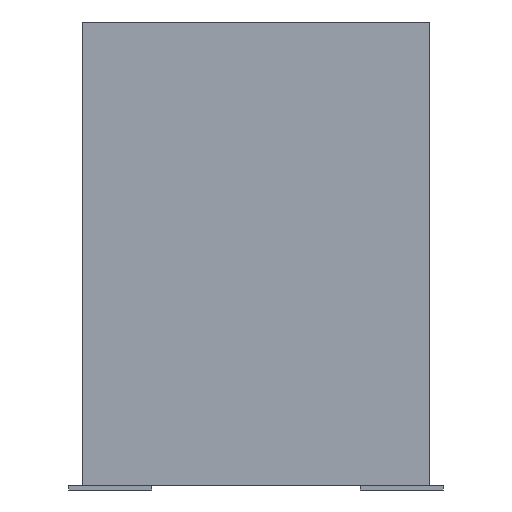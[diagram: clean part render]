
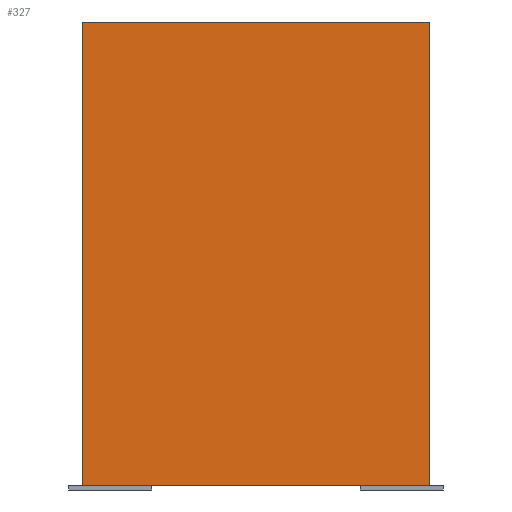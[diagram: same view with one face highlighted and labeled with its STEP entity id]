
A CAD part, left-side view. The second image highlights one B-rep face of the part: STEP entity #327.
In plain terms, the highlighted planar face has unit normal (-1, 0, 0).
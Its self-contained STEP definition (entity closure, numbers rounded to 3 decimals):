
#64 = EDGE_CURVE('',#65,#67,#69,.T.);
#65 = VERTEX_POINT('',#66);
#66 = CARTESIAN_POINT('',(-7.5,3.75,0.));
#67 = VERTEX_POINT('',#68);
#68 = CARTESIAN_POINT('',(-7.5,3.75,10.));
#69 = SURFACE_CURVE('',#70,(#74,#86),.PCURVE_S1.);
#70 = LINE('',#71,#72);
#71 = CARTESIAN_POINT('',(-7.5,3.75,0.));
#72 = VECTOR('',#73,1.);
#73 = DIRECTION('',(0.,0.,1.));
#74 = PCURVE('',#75,#80);
#75 = PLANE('',#76);
#76 = AXIS2_PLACEMENT_3D('',#77,#78,#79);
#77 = CARTESIAN_POINT('',(-7.5,3.75,0.));
#78 = DIRECTION('',(0.,1.,0.));
#79 = DIRECTION('',(1.,0.,0.));
#80 = DEFINITIONAL_REPRESENTATION('',(#81),#85);
#81 = LINE('',#82,#83);
#82 = CARTESIAN_POINT('',(0.,0.));
#83 = VECTOR('',#84,1.);
#84 = DIRECTION('',(0.,-1.));
#85 = ( GEOMETRIC_REPRESENTATION_CONTEXT(2) 
PARAMETRIC_REPRESENTATION_CONTEXT() REPRESENTATION_CONTEXT('2D SPACE',''
  ) );
#86 = PCURVE('',#87,#92);
#87 = PLANE('',#88);
#88 = AXIS2_PLACEMENT_3D('',#89,#90,#91);
#89 = CARTESIAN_POINT('',(-7.5,-3.75,0.));
#90 = DIRECTION('',(-1.,0.,0.));
#91 = DIRECTION('',(0.,1.,0.));
#92 = DEFINITIONAL_REPRESENTATION('',(#93),#97);
#93 = LINE('',#94,#95);
#94 = CARTESIAN_POINT('',(7.5,0.));
#95 = VECTOR('',#96,1.);
#96 = DIRECTION('',(0.,-1.));
#97 = ( GEOMETRIC_REPRESENTATION_CONTEXT(2) 
PARAMETRIC_REPRESENTATION_CONTEXT() REPRESENTATION_CONTEXT('2D SPACE',''
  ) );
#115 = PLANE('',#116);
#116 = AXIS2_PLACEMENT_3D('',#117,#118,#119);
#117 = CARTESIAN_POINT('',(-7.5,3.75,10.));
#118 = DIRECTION('',(0.,0.,1.));
#119 = DIRECTION('',(1.,0.,0.));
#169 = PLANE('',#170);
#170 = AXIS2_PLACEMENT_3D('',#171,#172,#173);
#171 = CARTESIAN_POINT('',(-7.5,3.75,0.));
#172 = DIRECTION('',(0.,0.,1.));
#173 = DIRECTION('',(1.,0.,0.));
#224 = PLANE('',#225);
#225 = AXIS2_PLACEMENT_3D('',#226,#227,#228);
#226 = CARTESIAN_POINT('',(7.5,-3.75,0.));
#227 = DIRECTION('',(0.,-1.,0.));
#228 = DIRECTION('',(-1.,0.,0.));
#262 = VERTEX_POINT('',#263);
#263 = CARTESIAN_POINT('',(-7.5,-3.75,10.));
#284 = EDGE_CURVE('',#285,#262,#287,.T.);
#285 = VERTEX_POINT('',#286);
#286 = CARTESIAN_POINT('',(-7.5,-3.75,0.));
#287 = SURFACE_CURVE('',#288,(#292,#299),.PCURVE_S1.);
#288 = LINE('',#289,#290);
#289 = CARTESIAN_POINT('',(-7.5,-3.75,0.));
#290 = VECTOR('',#291,1.);
#291 = DIRECTION('',(0.,0.,1.));
#292 = PCURVE('',#224,#293);
#293 = DEFINITIONAL_REPRESENTATION('',(#294),#298);
#294 = LINE('',#295,#296);
#295 = CARTESIAN_POINT('',(15.,0.));
#296 = VECTOR('',#297,1.);
#297 = DIRECTION('',(0.,-1.));
#298 = ( GEOMETRIC_REPRESENTATION_CONTEXT(2) 
PARAMETRIC_REPRESENTATION_CONTEXT() REPRESENTATION_CONTEXT('2D SPACE',''
  ) );
#299 = PCURVE('',#87,#300);
#300 = DEFINITIONAL_REPRESENTATION('',(#301),#305);
#301 = LINE('',#302,#303);
#302 = CARTESIAN_POINT('',(0.,0.));
#303 = VECTOR('',#304,1.);
#304 = DIRECTION('',(0.,-1.));
#305 = ( GEOMETRIC_REPRESENTATION_CONTEXT(2) 
PARAMETRIC_REPRESENTATION_CONTEXT() REPRESENTATION_CONTEXT('2D SPACE',''
  ) );
#327 = ADVANCED_FACE('',(#328),#87,.T.);
#328 = FACE_BOUND('',#329,.T.);
#329 = EDGE_LOOP('',(#330,#331,#352,#353));
#330 = ORIENTED_EDGE('',*,*,#284,.T.);
#331 = ORIENTED_EDGE('',*,*,#332,.T.);
#332 = EDGE_CURVE('',#262,#67,#333,.T.);
#333 = SURFACE_CURVE('',#334,(#338,#345),.PCURVE_S1.);
#334 = LINE('',#335,#336);
#335 = CARTESIAN_POINT('',(-7.5,-3.75,10.));
#336 = VECTOR('',#337,1.);
#337 = DIRECTION('',(0.,1.,0.));
#338 = PCURVE('',#87,#339);
#339 = DEFINITIONAL_REPRESENTATION('',(#340),#344);
#340 = LINE('',#341,#342);
#341 = CARTESIAN_POINT('',(0.,-10.));
#342 = VECTOR('',#343,1.);
#343 = DIRECTION('',(1.,0.));
#344 = ( GEOMETRIC_REPRESENTATION_CONTEXT(2) 
PARAMETRIC_REPRESENTATION_CONTEXT() REPRESENTATION_CONTEXT('2D SPACE',''
  ) );
#345 = PCURVE('',#115,#346);
#346 = DEFINITIONAL_REPRESENTATION('',(#347),#351);
#347 = LINE('',#348,#349);
#348 = CARTESIAN_POINT('',(0.,-7.5));
#349 = VECTOR('',#350,1.);
#350 = DIRECTION('',(0.,1.));
#351 = ( GEOMETRIC_REPRESENTATION_CONTEXT(2) 
PARAMETRIC_REPRESENTATION_CONTEXT() REPRESENTATION_CONTEXT('2D SPACE',''
  ) );
#352 = ORIENTED_EDGE('',*,*,#64,.F.);
#353 = ORIENTED_EDGE('',*,*,#354,.F.);
#354 = EDGE_CURVE('',#285,#65,#355,.T.);
#355 = SURFACE_CURVE('',#356,(#360,#367),.PCURVE_S1.);
#356 = LINE('',#357,#358);
#357 = CARTESIAN_POINT('',(-7.5,-3.75,0.));
#358 = VECTOR('',#359,1.);
#359 = DIRECTION('',(0.,1.,0.));
#360 = PCURVE('',#87,#361);
#361 = DEFINITIONAL_REPRESENTATION('',(#362),#366);
#362 = LINE('',#363,#364);
#363 = CARTESIAN_POINT('',(0.,0.));
#364 = VECTOR('',#365,1.);
#365 = DIRECTION('',(1.,0.));
#366 = ( GEOMETRIC_REPRESENTATION_CONTEXT(2) 
PARAMETRIC_REPRESENTATION_CONTEXT() REPRESENTATION_CONTEXT('2D SPACE',''
  ) );
#367 = PCURVE('',#169,#368);
#368 = DEFINITIONAL_REPRESENTATION('',(#369),#373);
#369 = LINE('',#370,#371);
#370 = CARTESIAN_POINT('',(0.,-7.5));
#371 = VECTOR('',#372,1.);
#372 = DIRECTION('',(0.,1.));
#373 = ( GEOMETRIC_REPRESENTATION_CONTEXT(2) 
PARAMETRIC_REPRESENTATION_CONTEXT() REPRESENTATION_CONTEXT('2D SPACE',''
  ) );
